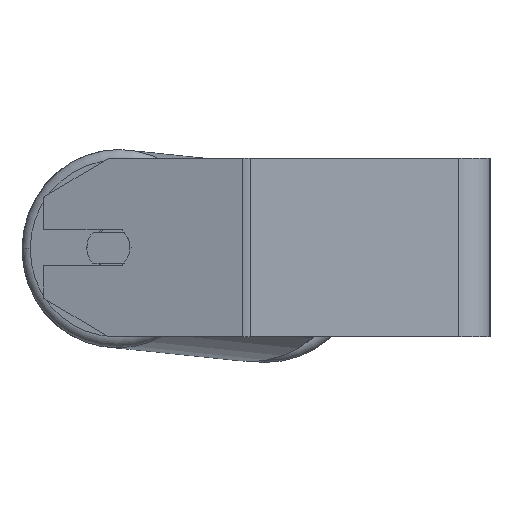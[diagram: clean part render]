
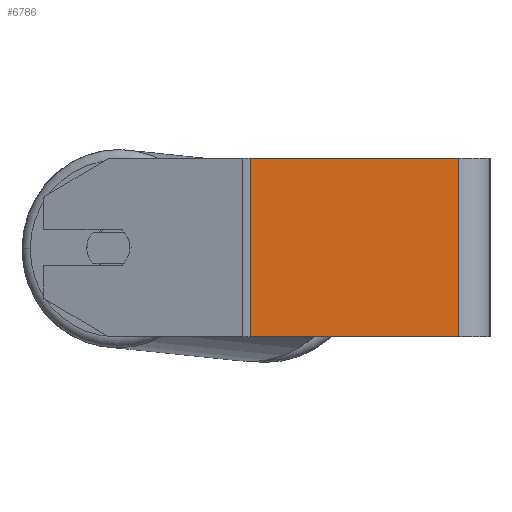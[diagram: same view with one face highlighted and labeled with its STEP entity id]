
A CAD part, left-side view. The second image highlights one B-rep face of the part: STEP entity #6786.
In plain terms, the highlighted planar face has unit normal (-1, 0, 0).
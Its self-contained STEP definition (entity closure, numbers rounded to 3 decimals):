
#322 = CARTESIAN_POINT ( 'NONE',  ( -415., 109.23, 40. ) ) ;
#368 = PLANE ( 'NONE',  #2774 ) ;
#737 = CARTESIAN_POINT ( 'NONE',  ( -415., 14., 40. ) ) ;
#738 = EDGE_CURVE ( 'NONE', #7160, #8591, #2247, .T. ) ;
#739 = CARTESIAN_POINT ( 'NONE',  ( -415., 14., 40. ) ) ;
#1054 = LINE ( 'NONE', #1094, #7614 ) ;
#1094 = CARTESIAN_POINT ( 'NONE',  ( -415., 107.387, 40. ) ) ;
#1222 = ORIENTED_EDGE ( 'NONE', *, *, #738, .F. ) ;
#1543 = VECTOR ( 'NONE', #5730, 1000. ) ;
#1701 = CARTESIAN_POINT ( 'NONE',  ( -415., 109.23, 40. ) ) ;
#2247 = LINE ( 'NONE', #322, #1543 ) ;
#2384 = EDGE_CURVE ( 'NONE', #7160, #5088, #1054, .T. ) ;
#2565 = EDGE_CURVE ( 'NONE', #8591, #8039, #4243, .T. ) ;
#2774 = AXIS2_PLACEMENT_3D ( 'NONE', #1701, #7716, #3047 ) ;
#2802 = CARTESIAN_POINT ( 'NONE',  ( -415., 107.387, -40. ) ) ;
#2867 = CARTESIAN_POINT ( 'NONE',  ( -415., 107.387, 40. ) ) ;
#3047 = DIRECTION ( 'NONE',  ( 0., 0., -1. ) ) ;
#3391 = EDGE_CURVE ( 'NONE', #5088, #8039, #6886, .T. ) ;
#4122 = ORIENTED_EDGE ( 'NONE', *, *, #3391, .T. ) ;
#4243 = LINE ( 'NONE', #739, #5505 ) ;
#4589 = CARTESIAN_POINT ( 'NONE',  ( -415., 14., -40. ) ) ;
#5088 = VERTEX_POINT ( 'NONE', #2802 ) ;
#5472 = DIRECTION ( 'NONE',  ( 0., 0., -1. ) ) ;
#5505 = VECTOR ( 'NONE', #5472, 1000. ) ;
#5730 = DIRECTION ( 'NONE',  ( 0., -1., 0. ) ) ;
#6230 = DIRECTION ( 'NONE',  ( 0., -1., 0. ) ) ;
#6786 = ADVANCED_FACE ( 'NONE', ( #8294 ), #368, .F. ) ;
#6886 = LINE ( 'NONE', #7691, #8484 ) ;
#7160 = VERTEX_POINT ( 'NONE', #2867 ) ;
#7311 = ORIENTED_EDGE ( 'NONE', *, *, #2565, .F. ) ;
#7614 = VECTOR ( 'NONE', #8485, 1000. ) ;
#7691 = CARTESIAN_POINT ( 'NONE',  ( -415., 109.23, -40. ) ) ;
#7716 = DIRECTION ( 'NONE',  ( 1., 0., 0. ) ) ;
#8029 = ORIENTED_EDGE ( 'NONE', *, *, #2384, .T. ) ;
#8039 = VERTEX_POINT ( 'NONE', #4589 ) ;
#8294 = FACE_OUTER_BOUND ( 'NONE', #8553, .T. ) ;
#8484 = VECTOR ( 'NONE', #6230, 1000. ) ;
#8485 = DIRECTION ( 'NONE',  ( 0., 0., -1. ) ) ;
#8553 = EDGE_LOOP ( 'NONE', ( #4122, #7311, #1222, #8029 ) ) ;
#8591 = VERTEX_POINT ( 'NONE', #737 ) ;
